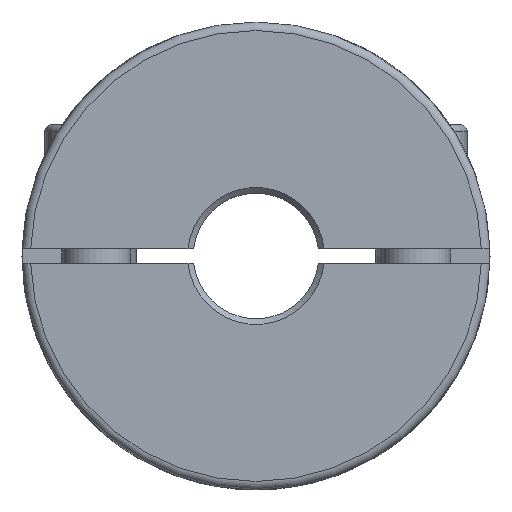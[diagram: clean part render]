
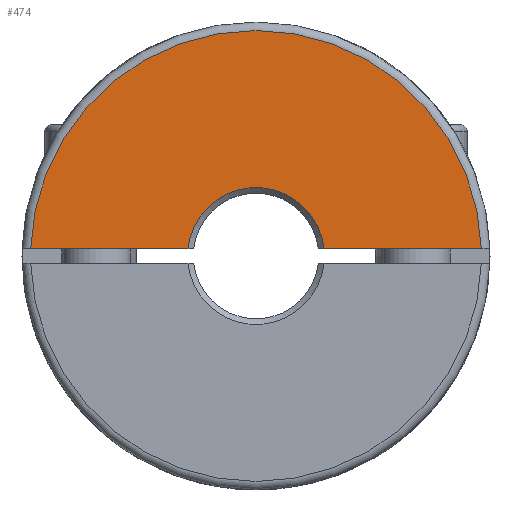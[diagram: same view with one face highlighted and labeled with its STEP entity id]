
A CAD part, left-side view. The second image highlights one B-rep face of the part: STEP entity #474.
In plain terms, the highlighted planar face has unit normal (-1, 0, 0).
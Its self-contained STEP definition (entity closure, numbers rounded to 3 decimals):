
#474 = ADVANCED_FACE( '', ( #1078 ), #1079, .T. );
#1078 = FACE_OUTER_BOUND( '', #1771, .T. );
#1079 = PLANE( '', #1772 );
#1771 = EDGE_LOOP( '', ( #2983, #2984, #2985, #2986 ) );
#1772 = AXIS2_PLACEMENT_3D( '', #2987, #2988, #2989 );
#2983 = ORIENTED_EDGE( '', *, *, #3494, .T. );
#2984 = ORIENTED_EDGE( '', *, *, #3577, .T. );
#2985 = ORIENTED_EDGE( '', *, *, #3851, .T. );
#2986 = ORIENTED_EDGE( '', *, *, #3645, .T. );
#2987 = CARTESIAN_POINT( '', ( 0., 0., 8.5 ) );
#2988 = DIRECTION( '', ( -1., 0., 0. ) );
#2989 = DIRECTION( '', ( 0., 0., 1. ) );
#3494 = EDGE_CURVE( '', #4064, #4062, #4065, .T. );
#3577 = EDGE_CURVE( '', #4062, #4203, #4206, .F. );
#3645 = EDGE_CURVE( '', #4313, #4064, #4314, .T. );
#3851 = EDGE_CURVE( '', #4203, #4313, #4613, .T. );
#4062 = VERTEX_POINT( '', #4924 );
#4064 = VERTEX_POINT( '', #4929 );
#4065 = LINE( '', #4930, #4931 );
#4203 = VERTEX_POINT( '', #5155 );
#4206 = CIRCLE( '', #5161, 12. );
#4313 = VERTEX_POINT( '', #5422 );
#4314 = CIRCLE( '', #5423, 39.5 );
#4613 = LINE( '', #6271, #6272 );
#4924 = CARTESIAN_POINT( '', ( 0., 11.935, 1.25 ) );
#4929 = CARTESIAN_POINT( '', ( 0., 39.48, 1.25 ) );
#4930 = CARTESIAN_POINT( '', ( 0., 0., 1.25 ) );
#4931 = VECTOR( '', #6653, 1000. );
#5155 = CARTESIAN_POINT( '', ( 0., -11.935, 1.25 ) );
#5161 = AXIS2_PLACEMENT_3D( '', #6771, #6772, #6773 );
#5422 = CARTESIAN_POINT( '', ( 0., -39.48, 1.25 ) );
#5423 = AXIS2_PLACEMENT_3D( '', #6862, #6863, #6864 );
#6271 = CARTESIAN_POINT( '', ( 0., 0., 1.25 ) );
#6272 = VECTOR( '', #7106, 1000. );
#6653 = DIRECTION( '', ( 0., -1., 0. ) );
#6771 = CARTESIAN_POINT( '', ( 0., 0., 0. ) );
#6772 = DIRECTION( '', ( -1., 0., 0. ) );
#6773 = DIRECTION( '', ( 0., 0., 1. ) );
#6862 = CARTESIAN_POINT( '', ( 0., 0., 0. ) );
#6863 = DIRECTION( '', ( -1., 0., 0. ) );
#6864 = DIRECTION( '', ( 0., 0., 1. ) );
#7106 = DIRECTION( '', ( 0., -1., 0. ) );
